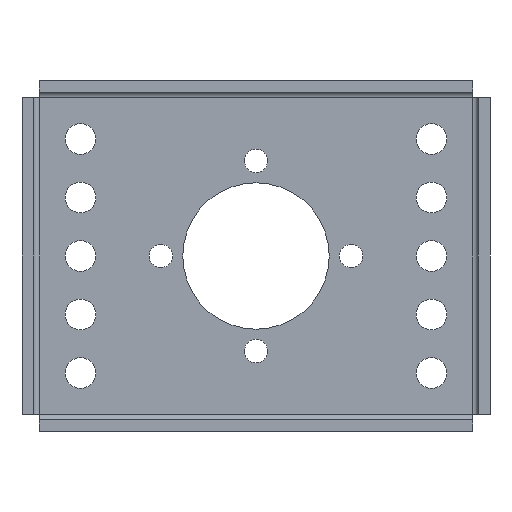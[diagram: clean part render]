
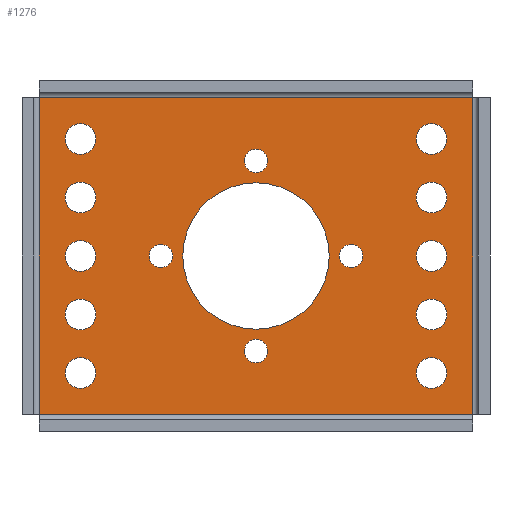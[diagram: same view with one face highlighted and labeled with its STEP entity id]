
A CAD part, front view. The second image highlights one B-rep face of the part: STEP entity #1276.
In plain terms, the highlighted planar face has unit normal (0, -1, 0).
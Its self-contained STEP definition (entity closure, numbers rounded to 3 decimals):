
#77=FACE_BOUND('',#368,.T.);
#78=FACE_BOUND('',#369,.T.);
#79=FACE_BOUND('',#370,.T.);
#80=FACE_BOUND('',#371,.T.);
#81=FACE_BOUND('',#372,.T.);
#82=FACE_BOUND('',#373,.T.);
#83=FACE_BOUND('',#374,.T.);
#84=FACE_BOUND('',#375,.T.);
#85=FACE_BOUND('',#376,.T.);
#86=FACE_BOUND('',#377,.T.);
#87=FACE_BOUND('',#378,.T.);
#88=FACE_BOUND('',#379,.T.);
#89=FACE_BOUND('',#380,.T.);
#90=FACE_BOUND('',#381,.T.);
#91=FACE_BOUND('',#382,.T.);
#196=CIRCLE('',#1373,2.1);
#197=CIRCLE('',#1374,2.1);
#198=CIRCLE('',#1375,2.1);
#199=CIRCLE('',#1376,2.1);
#200=CIRCLE('',#1377,2.1);
#201=CIRCLE('',#1378,2.1);
#202=CIRCLE('',#1379,2.1);
#203=CIRCLE('',#1380,2.1);
#204=CIRCLE('',#1381,2.1);
#205=CIRCLE('',#1382,2.1);
#206=CIRCLE('',#1383,1.6);
#207=CIRCLE('',#1384,1.6);
#208=CIRCLE('',#1385,1.6);
#209=CIRCLE('',#1386,1.6);
#210=CIRCLE('',#1387,10.01);
#275=FACE_OUTER_BOUND('',#367,.T.);
#367=EDGE_LOOP('',(#959,#960,#961,#962));
#368=EDGE_LOOP('',(#963));
#369=EDGE_LOOP('',(#964));
#370=EDGE_LOOP('',(#965));
#371=EDGE_LOOP('',(#966));
#372=EDGE_LOOP('',(#967));
#373=EDGE_LOOP('',(#968));
#374=EDGE_LOOP('',(#969));
#375=EDGE_LOOP('',(#970));
#376=EDGE_LOOP('',(#971));
#377=EDGE_LOOP('',(#972));
#378=EDGE_LOOP('',(#973));
#379=EDGE_LOOP('',(#974));
#380=EDGE_LOOP('',(#975));
#381=EDGE_LOOP('',(#976));
#382=EDGE_LOOP('',(#977));
#549=LINE('',#1977,#609);
#550=LINE('',#1979,#610);
#551=LINE('',#1981,#611);
#552=LINE('',#1982,#612);
#609=VECTOR('',#1571,43.32);
#610=VECTOR('',#1572,59.321);
#611=VECTOR('',#1573,43.321);
#612=VECTOR('',#1574,59.322);
#685=VERTEX_POINT('',#1975);
#686=VERTEX_POINT('',#1976);
#687=VERTEX_POINT('',#1978);
#688=VERTEX_POINT('',#1980);
#689=VERTEX_POINT('',#1983);
#690=VERTEX_POINT('',#1985);
#691=VERTEX_POINT('',#1987);
#692=VERTEX_POINT('',#1989);
#693=VERTEX_POINT('',#1991);
#694=VERTEX_POINT('',#1993);
#695=VERTEX_POINT('',#1995);
#696=VERTEX_POINT('',#1997);
#697=VERTEX_POINT('',#1999);
#698=VERTEX_POINT('',#2001);
#699=VERTEX_POINT('',#2003);
#700=VERTEX_POINT('',#2005);
#701=VERTEX_POINT('',#2007);
#702=VERTEX_POINT('',#2009);
#703=VERTEX_POINT('',#2011);
#804=EDGE_CURVE('',#685,#686,#549,.T.);
#805=EDGE_CURVE('',#687,#685,#550,.T.);
#806=EDGE_CURVE('',#688,#687,#551,.T.);
#807=EDGE_CURVE('',#686,#688,#552,.T.);
#808=EDGE_CURVE('',#689,#689,#196,.T.);
#809=EDGE_CURVE('',#690,#690,#197,.T.);
#810=EDGE_CURVE('',#691,#691,#198,.T.);
#811=EDGE_CURVE('',#692,#692,#199,.T.);
#812=EDGE_CURVE('',#693,#693,#200,.T.);
#813=EDGE_CURVE('',#694,#694,#201,.T.);
#814=EDGE_CURVE('',#695,#695,#202,.T.);
#815=EDGE_CURVE('',#696,#696,#203,.T.);
#816=EDGE_CURVE('',#697,#697,#204,.T.);
#817=EDGE_CURVE('',#698,#698,#205,.T.);
#818=EDGE_CURVE('',#699,#699,#206,.T.);
#819=EDGE_CURVE('',#700,#700,#207,.T.);
#820=EDGE_CURVE('',#701,#701,#208,.T.);
#821=EDGE_CURVE('',#702,#702,#209,.T.);
#822=EDGE_CURVE('',#703,#703,#210,.T.);
#959=ORIENTED_EDGE('',*,*,#804,.F.);
#960=ORIENTED_EDGE('',*,*,#805,.F.);
#961=ORIENTED_EDGE('',*,*,#806,.F.);
#962=ORIENTED_EDGE('',*,*,#807,.F.);
#963=ORIENTED_EDGE('',*,*,#808,.T.);
#964=ORIENTED_EDGE('',*,*,#809,.T.);
#965=ORIENTED_EDGE('',*,*,#810,.T.);
#966=ORIENTED_EDGE('',*,*,#811,.T.);
#967=ORIENTED_EDGE('',*,*,#812,.T.);
#968=ORIENTED_EDGE('',*,*,#813,.T.);
#969=ORIENTED_EDGE('',*,*,#814,.T.);
#970=ORIENTED_EDGE('',*,*,#815,.T.);
#971=ORIENTED_EDGE('',*,*,#816,.T.);
#972=ORIENTED_EDGE('',*,*,#817,.T.);
#973=ORIENTED_EDGE('',*,*,#818,.T.);
#974=ORIENTED_EDGE('',*,*,#819,.T.);
#975=ORIENTED_EDGE('',*,*,#820,.T.);
#976=ORIENTED_EDGE('',*,*,#821,.T.);
#977=ORIENTED_EDGE('',*,*,#822,.T.);
#1245=PLANE('',#1372);
#1276=ADVANCED_FACE('',(#275,#77,#78,#79,#80,#81,#82,#83,#84,#85,#86,#87,
#88,#89,#90,#91),#1245,.F.);
#1372=AXIS2_PLACEMENT_3D('',#1974,#1569,#1570);
#1373=AXIS2_PLACEMENT_3D('',#1984,#1575,#1576);
#1374=AXIS2_PLACEMENT_3D('',#1986,#1577,#1578);
#1375=AXIS2_PLACEMENT_3D('',#1988,#1579,#1580);
#1376=AXIS2_PLACEMENT_3D('',#1990,#1581,#1582);
#1377=AXIS2_PLACEMENT_3D('',#1992,#1583,#1584);
#1378=AXIS2_PLACEMENT_3D('',#1994,#1585,#1586);
#1379=AXIS2_PLACEMENT_3D('',#1996,#1587,#1588);
#1380=AXIS2_PLACEMENT_3D('',#1998,#1589,#1590);
#1381=AXIS2_PLACEMENT_3D('',#2000,#1591,#1592);
#1382=AXIS2_PLACEMENT_3D('',#2002,#1593,#1594);
#1383=AXIS2_PLACEMENT_3D('',#2004,#1595,#1596);
#1384=AXIS2_PLACEMENT_3D('',#2006,#1597,#1598);
#1385=AXIS2_PLACEMENT_3D('',#2008,#1599,#1600);
#1386=AXIS2_PLACEMENT_3D('',#2010,#1601,#1602);
#1387=AXIS2_PLACEMENT_3D('',#2012,#1603,#1604);
#1569=DIRECTION('center_axis',(0.,1.,0.));
#1570=DIRECTION('ref_axis',(0.,0.,1.));
#1571=DIRECTION('',(0.,0.,-1.));
#1572=DIRECTION('',(1.,0.,0.));
#1573=DIRECTION('',(0.,0.,1.));
#1574=DIRECTION('',(-1.,0.,0.));
#1575=DIRECTION('center_axis',(0.,1.,0.));
#1576=DIRECTION('ref_axis',(0.,0.,1.));
#1577=DIRECTION('center_axis',(0.,1.,0.));
#1578=DIRECTION('ref_axis',(0.,0.,1.));
#1579=DIRECTION('center_axis',(0.,1.,0.));
#1580=DIRECTION('ref_axis',(0.,0.,1.));
#1581=DIRECTION('center_axis',(0.,1.,0.));
#1582=DIRECTION('ref_axis',(0.,0.,1.));
#1583=DIRECTION('center_axis',(0.,1.,0.));
#1584=DIRECTION('ref_axis',(0.,0.,1.));
#1585=DIRECTION('center_axis',(0.,1.,0.));
#1586=DIRECTION('ref_axis',(0.,0.,1.));
#1587=DIRECTION('center_axis',(0.,1.,0.));
#1588=DIRECTION('ref_axis',(0.,0.,1.));
#1589=DIRECTION('center_axis',(0.,1.,0.));
#1590=DIRECTION('ref_axis',(0.,0.,1.));
#1591=DIRECTION('center_axis',(0.,1.,0.));
#1592=DIRECTION('ref_axis',(0.,0.,1.));
#1593=DIRECTION('center_axis',(0.,1.,0.));
#1594=DIRECTION('ref_axis',(0.,0.,1.));
#1595=DIRECTION('center_axis',(0.,1.,0.));
#1596=DIRECTION('ref_axis',(0.,0.,1.));
#1597=DIRECTION('center_axis',(0.,1.,0.));
#1598=DIRECTION('ref_axis',(0.,0.,1.));
#1599=DIRECTION('center_axis',(0.,1.,0.));
#1600=DIRECTION('ref_axis',(0.,0.,1.));
#1601=DIRECTION('center_axis',(0.,1.,0.));
#1602=DIRECTION('ref_axis',(0.,0.,1.));
#1603=DIRECTION('center_axis',(0.,1.,0.));
#1604=DIRECTION('ref_axis',(0.,0.,1.));
#1974=CARTESIAN_POINT('Origin',(-64.954,-1.6,0.));
#1975=CARTESIAN_POINT('',(1.507,-1.6,-0.739));
#1976=CARTESIAN_POINT('',(1.507,-1.6,-44.061));
#1977=CARTESIAN_POINT('',(1.509,-1.6,-0.74));
#1978=CARTESIAN_POINT('',(-57.815,-1.6,-0.739));
#1979=CARTESIAN_POINT('',(-57.814,-1.6,-0.737));
#1980=CARTESIAN_POINT('',(-57.815,-1.6,-44.061));
#1981=CARTESIAN_POINT('',(-57.817,-1.6,-44.06));
#1982=CARTESIAN_POINT('',(1.506,-1.6,-44.063));
#1983=CARTESIAN_POINT('',(-52.154,-1.6,-36.3));
#1984=CARTESIAN_POINT('Origin',(-52.154,-1.6,-38.4));
#1985=CARTESIAN_POINT('',(-52.154,-1.6,-28.3));
#1986=CARTESIAN_POINT('Origin',(-52.154,-1.6,-30.4));
#1987=CARTESIAN_POINT('',(-52.154,-1.6,-4.3));
#1988=CARTESIAN_POINT('Origin',(-52.154,-1.6,-6.4));
#1989=CARTESIAN_POINT('',(-52.154,-1.6,-12.3));
#1990=CARTESIAN_POINT('Origin',(-52.154,-1.6,-14.4));
#1991=CARTESIAN_POINT('',(-52.154,-1.6,-20.3));
#1992=CARTESIAN_POINT('Origin',(-52.154,-1.6,-22.4));
#1993=CARTESIAN_POINT('',(-4.154,-1.6,-36.3));
#1994=CARTESIAN_POINT('Origin',(-4.154,-1.6,-38.4));
#1995=CARTESIAN_POINT('',(-4.154,-1.6,-28.3));
#1996=CARTESIAN_POINT('Origin',(-4.154,-1.6,-30.4));
#1997=CARTESIAN_POINT('',(-4.154,-1.6,-4.3));
#1998=CARTESIAN_POINT('Origin',(-4.154,-1.6,-6.4));
#1999=CARTESIAN_POINT('',(-4.154,-1.6,-12.3));
#2000=CARTESIAN_POINT('Origin',(-4.154,-1.6,-14.4));
#2001=CARTESIAN_POINT('',(-4.154,-1.6,-20.3));
#2002=CARTESIAN_POINT('Origin',(-4.154,-1.6,-22.4));
#2003=CARTESIAN_POINT('',(-15.154,-1.6,-20.8));
#2004=CARTESIAN_POINT('Origin',(-15.154,-1.6,-22.4));
#2005=CARTESIAN_POINT('',(-28.154,-1.6,-11.));
#2006=CARTESIAN_POINT('Origin',(-28.154,-1.6,-9.4));
#2007=CARTESIAN_POINT('',(-41.154,-1.6,-24.));
#2008=CARTESIAN_POINT('Origin',(-41.154,-1.6,-22.4));
#2009=CARTESIAN_POINT('',(-28.154,-1.6,-37.));
#2010=CARTESIAN_POINT('Origin',(-28.154,-1.6,-35.4));
#2011=CARTESIAN_POINT('',(-28.154,-1.6,-32.41));
#2012=CARTESIAN_POINT('Origin',(-28.154,-1.6,-22.4));
